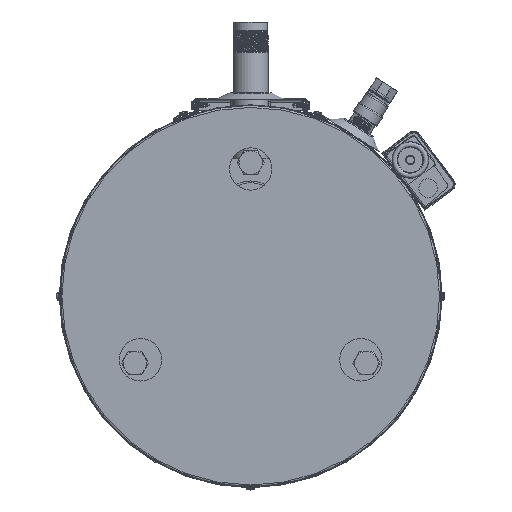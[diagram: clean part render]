
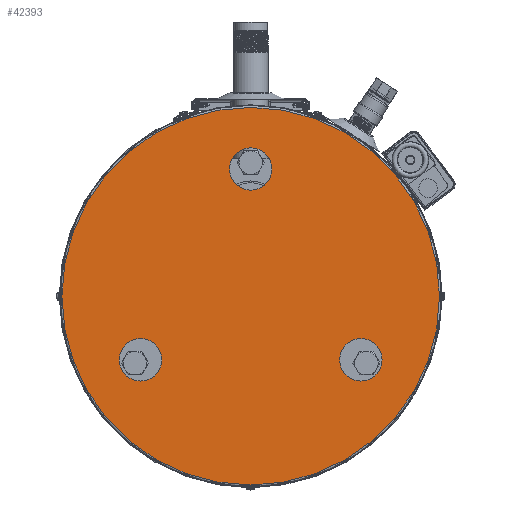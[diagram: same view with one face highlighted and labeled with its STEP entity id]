
A CAD part, front view. The second image highlights one B-rep face of the part: STEP entity #42393.
In plain terms, the highlighted planar face has unit normal (0, -1, 0).
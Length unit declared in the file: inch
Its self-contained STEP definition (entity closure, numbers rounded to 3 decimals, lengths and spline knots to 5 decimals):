
#3567 = CARTESIAN_POINT ( 'NONE',  ( 5.19615, -0.53, -3. ) ) ;
#4055 = VERTEX_POINT ( 'NONE', #93215 ) ;
#10345 = CIRCLE ( 'NONE', #84756, 1. ) ;
#12991 = CIRCLE ( 'NONE', #123563, 1. ) ;
#13371 = EDGE_CURVE ( 'NONE', #4055, #4055, #12991, .T. ) ;
#14729 = VERTEX_POINT ( 'NONE', #77734 ) ;
#17153 = CARTESIAN_POINT ( 'NONE',  ( 0., -0.53, 0. ) ) ;
#20913 = FACE_BOUND ( 'NONE', #81488, .T. ) ;
#32145 = DIRECTION ( 'NONE',  ( -1., 0., 0. ) ) ;
#38113 = CARTESIAN_POINT ( 'NONE',  ( 8.905, -0.53, 0. ) ) ;
#42393 = ADVANCED_FACE ( 'NONE', ( #98664, #20913, #103949, #102597 ), #101273, .F. ) ;
#46803 = VERTEX_POINT ( 'NONE', #38113 ) ;
#48434 = DIRECTION ( 'NONE',  ( 1., 0., 0. ) ) ;
#53079 = CARTESIAN_POINT ( 'NONE',  ( -5.19615, -0.53, -3. ) ) ;
#53452 = CARTESIAN_POINT ( 'NONE',  ( 0., -0.53, 0. ) ) ;
#53744 = AXIS2_PLACEMENT_3D ( 'NONE', #17153, #57732, #48434 ) ;
#54888 = EDGE_LOOP ( 'NONE', ( #100135 ) ) ;
#55728 = CARTESIAN_POINT ( 'NONE',  ( 0., -0.53, 6. ) ) ;
#56772 = DIRECTION ( 'NONE',  ( -1., 0., 0. ) ) ;
#57732 = DIRECTION ( 'NONE',  ( 0., -1., 0. ) ) ;
#62753 = DIRECTION ( 'NONE',  ( 0., 1., 0. ) ) ;
#66676 = ORIENTED_EDGE ( 'NONE', *, *, #13371, .T. ) ;
#67836 = EDGE_LOOP ( 'NONE', ( #66676 ) ) ;
#68105 = ORIENTED_EDGE ( 'NONE', *, *, #126975, .T. ) ;
#69304 = AXIS2_PLACEMENT_3D ( 'NONE', #53452, #62753, #32145 ) ;
#77734 = CARTESIAN_POINT ( 'NONE',  ( -6.19615, -0.53, -3. ) ) ;
#77910 = VERTEX_POINT ( 'NONE', #87882 ) ;
#81488 = EDGE_LOOP ( 'NONE', ( #101572 ) ) ;
#83474 = EDGE_CURVE ( 'NONE', #46803, #46803, #106816, .T. ) ;
#84756 = AXIS2_PLACEMENT_3D ( 'NONE', #55728, #114271, #115563 ) ;
#86603 = AXIS2_PLACEMENT_3D ( 'NONE', #53079, #94234, #103572 ) ;
#87882 = CARTESIAN_POINT ( 'NONE',  ( -1., -0.53, 6. ) ) ;
#93215 = CARTESIAN_POINT ( 'NONE',  ( 4.19615, -0.53, -3. ) ) ;
#93747 = EDGE_CURVE ( 'NONE', #14729, #14729, #126887, .T. ) ;
#94234 = DIRECTION ( 'NONE',  ( 0., 1., 0. ) ) ;
#98664 = FACE_BOUND ( 'NONE', #67836, .T. ) ;
#100135 = ORIENTED_EDGE ( 'NONE', *, *, #83474, .T. ) ;
#101273 = PLANE ( 'NONE',  #69304 ) ;
#101572 = ORIENTED_EDGE ( 'NONE', *, *, #93747, .T. ) ;
#102597 = FACE_OUTER_BOUND ( 'NONE', #54888, .T. ) ;
#103572 = DIRECTION ( 'NONE',  ( -1., 0., 0. ) ) ;
#103949 = FACE_BOUND ( 'NONE', #107757, .T. ) ;
#106816 = CIRCLE ( 'NONE', #53744, 8.905 ) ;
#107757 = EDGE_LOOP ( 'NONE', ( #68105 ) ) ;
#114271 = DIRECTION ( 'NONE',  ( 0., 1., 0. ) ) ;
#115563 = DIRECTION ( 'NONE',  ( -1., 0., 0. ) ) ;
#123563 = AXIS2_PLACEMENT_3D ( 'NONE', #3567, #126598, #56772 ) ;
#126598 = DIRECTION ( 'NONE',  ( 0., 1., 0. ) ) ;
#126887 = CIRCLE ( 'NONE', #86603, 1. ) ;
#126975 = EDGE_CURVE ( 'NONE', #77910, #77910, #10345, .T. ) ;
